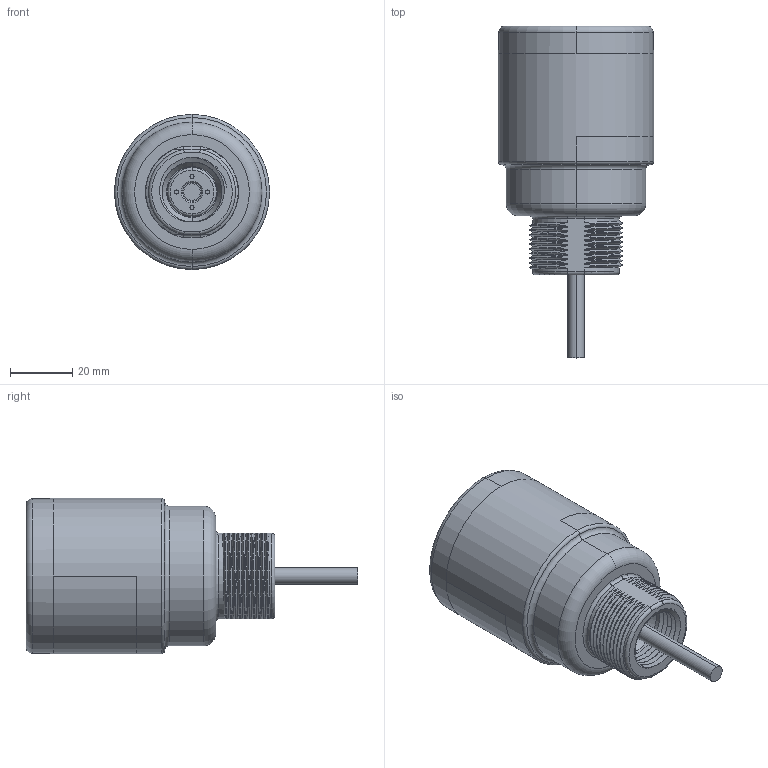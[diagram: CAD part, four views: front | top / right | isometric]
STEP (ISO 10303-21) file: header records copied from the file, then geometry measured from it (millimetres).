
FILE_DESCRIPTION((''),'2;1');
FILE_NAME('145179_SM01_ASM','2022-06-29T10:36:47',('PDMAdmin'),('BANNER ENGINEERING'),'CREO PARAMETRIC BY PTC INC, 2019292','CREO PARAMETRIC BY PTC INC, 2019292','');
FILE_SCHEMA(('CONFIG_CONTROL_DESIGN'));
Length unit declared in the file: millimetre
Products named in the file (2): 145179_EP01; 145179_SM01_ASM
Assembly tree (1 placements, depth 2):
  145179_SM01_ASM
    145179_EP01
Bounding box: 50 x 106.9 x 50 mm (x, y, z)
Volume: 122309 mm3; surface area: 17104.8 mm2
Topology: 1 solids, 1 shells, 157 faces, 414 edges, 268 vertices
Faces by surface type: bspline 70, cylinder 53, plane 14, torus 14, cone 6
Entity records: 13780 total; most frequent: CARTESIAN_POINT 10381, ORIENTED_EDGE 828, DIRECTION 465, EDGE_CURVE 414, VERTEX_POINT 268, B_SPLINE_CURVE_WITH_KNOTS 203, EDGE_LOOP 166, AXIS2_PLACEMENT_3D 164
